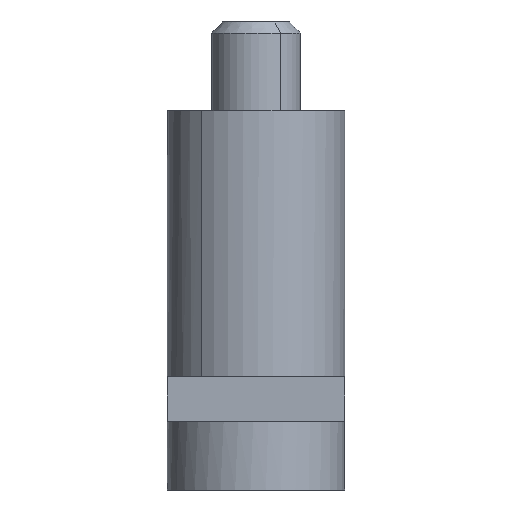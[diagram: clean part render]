
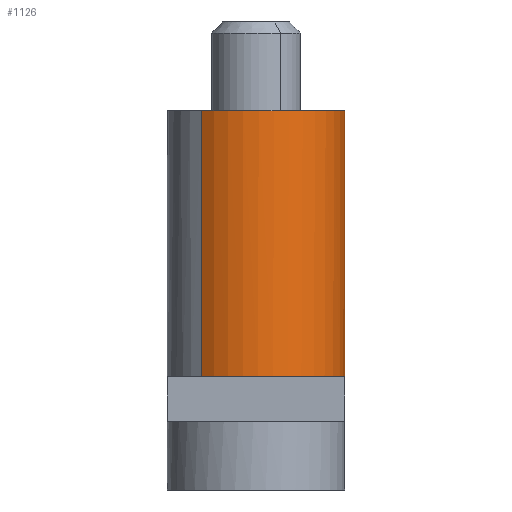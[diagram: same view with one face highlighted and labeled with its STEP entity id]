
A CAD part, left-side view. The second image highlights one B-rep face of the part: STEP entity #1126.
In plain terms, the highlighted cylindrical face has radius 4 mm (diameter 8 mm), a partial arc.
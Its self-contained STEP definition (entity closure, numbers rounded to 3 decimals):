
#10 = CARTESIAN_POINT ( 'NONE',  ( -10.565, 97.893, 143.544 ) ) ;
#32 = VECTOR ( 'NONE', #1091, 1000. ) ;
#126 = AXIS2_PLACEMENT_3D ( 'NONE', #10, #1022, #151 ) ;
#151 = DIRECTION ( 'NONE',  ( -0.785, 0.619, 0. ) ) ;
#186 = AXIS2_PLACEMENT_3D ( 'NONE', #1518, #655, #1665 ) ;
#210 = DIRECTION ( 'NONE',  ( 0., 0., -1. ) ) ;
#253 = CARTESIAN_POINT ( 'NONE',  ( -7.424, 95.417, 131.544 ) ) ;
#254 = LINE ( 'NONE', #1508, #1748 ) ;
#288 = EDGE_CURVE ( 'NONE', #925, #1080, #902, .T. ) ;
#344 = CARTESIAN_POINT ( 'NONE',  ( -10.565, 97.893, 131.544 ) ) ;
#440 = ORIENTED_EDGE ( 'NONE', *, *, #1102, .T. ) ;
#474 = AXIS2_PLACEMENT_3D ( 'NONE', #344, #1350, #854 ) ;
#514 = ORIENTED_EDGE ( 'NONE', *, *, #1596, .F. ) ;
#560 = CARTESIAN_POINT ( 'NONE',  ( -10.565, 93.893, 131.544 ) ) ;
#621 = ORIENTED_EDGE ( 'NONE', *, *, #1242, .F. ) ;
#655 = DIRECTION ( 'NONE',  ( 0., 0., -1. ) ) ;
#821 = FACE_OUTER_BOUND ( 'NONE', #908, .T. ) ;
#854 = DIRECTION ( 'NONE',  ( -0.785, 0.619, 0. ) ) ;
#874 = VERTEX_POINT ( 'NONE', #979 ) ;
#902 = CIRCLE ( 'NONE', #474, 4. ) ;
#908 = EDGE_LOOP ( 'NONE', ( #514, #440, #1607, #1159, #621 ) ) ;
#925 = VERTEX_POINT ( 'NONE', #560 ) ;
#979 = CARTESIAN_POINT ( 'NONE',  ( -7.424, 95.417, 143.544 ) ) ;
#1002 = CIRCLE ( 'NONE', #126, 4. ) ;
#1022 = DIRECTION ( 'NONE',  ( 0., 0., -1. ) ) ;
#1028 = CYLINDRICAL_SURFACE ( 'NONE', #1381, 4. ) ;
#1080 = VERTEX_POINT ( 'NONE', #1438 ) ;
#1091 = DIRECTION ( 'NONE',  ( 0., 0., -1. ) ) ;
#1102 = EDGE_CURVE ( 'NONE', #874, #1821, #1002, .T. ) ;
#1126 = ADVANCED_FACE ( 'NONE', ( #821 ), #1028, .T. ) ;
#1159 = ORIENTED_EDGE ( 'NONE', *, *, #288, .F. ) ;
#1173 = CARTESIAN_POINT ( 'NONE',  ( -10.565, 97.893, 131.544 ) ) ;
#1236 = LINE ( 'NONE', #1805, #32 ) ;
#1242 = EDGE_CURVE ( 'NONE', #1290, #925, #1558, .T. ) ;
#1266 = EDGE_CURVE ( 'NONE', #1821, #1080, #1236, .T. ) ;
#1290 = VERTEX_POINT ( 'NONE', #253 ) ;
#1313 = DIRECTION ( 'NONE',  ( 0., 0., -1. ) ) ;
#1350 = DIRECTION ( 'NONE',  ( 0., 0., -1. ) ) ;
#1381 = AXIS2_PLACEMENT_3D ( 'NONE', #1173, #1313, #1642 ) ;
#1438 = CARTESIAN_POINT ( 'NONE',  ( -13.707, 100.37, 131.544 ) ) ;
#1508 = CARTESIAN_POINT ( 'NONE',  ( -7.424, 95.417, 131.544 ) ) ;
#1518 = CARTESIAN_POINT ( 'NONE',  ( -10.565, 97.893, 131.544 ) ) ;
#1558 = CIRCLE ( 'NONE', #186, 4. ) ;
#1596 = EDGE_CURVE ( 'NONE', #874, #1290, #254, .T. ) ;
#1607 = ORIENTED_EDGE ( 'NONE', *, *, #1266, .T. ) ;
#1642 = DIRECTION ( 'NONE',  ( -0.785, 0.619, 0. ) ) ;
#1665 = DIRECTION ( 'NONE',  ( -0.785, 0.619, 0. ) ) ;
#1728 = CARTESIAN_POINT ( 'NONE',  ( -13.707, 100.37, 143.544 ) ) ;
#1748 = VECTOR ( 'NONE', #210, 1000. ) ;
#1805 = CARTESIAN_POINT ( 'NONE',  ( -13.707, 100.37, 131.544 ) ) ;
#1821 = VERTEX_POINT ( 'NONE', #1728 ) ;
